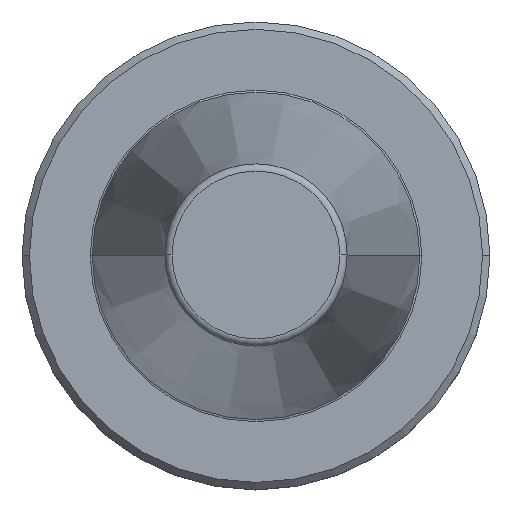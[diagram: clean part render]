
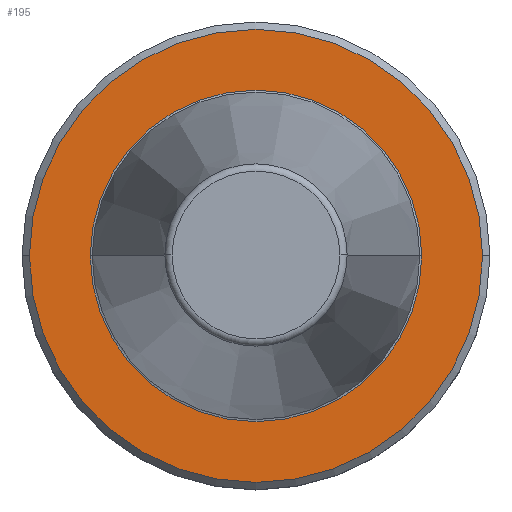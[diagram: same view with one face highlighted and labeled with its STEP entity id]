
A CAD part, top view. The second image highlights one B-rep face of the part: STEP entity #195.
In plain terms, the highlighted planar face has unit normal (0, 0, 1).
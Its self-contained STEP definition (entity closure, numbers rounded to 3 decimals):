
#90 = EDGE_CURVE ( 'NONE', #273, #1773, #1726, .T. ) ;
#110 = AXIS2_PLACEMENT_3D ( 'NONE', #345, #343, #339 ) ;
#195 = ADVANCED_FACE ( 'NONE', ( #1889, #1608 ), #1467, .F. ) ;
#232 = AXIS2_PLACEMENT_3D ( 'NONE', #1447, #1438, #1437 ) ;
#273 = VERTEX_POINT ( 'NONE', #1405 ) ;
#320 = VERTEX_POINT ( 'NONE', #1336 ) ;
#339 = DIRECTION ( 'NONE',  ( 1., 0., 0. ) ) ;
#343 = DIRECTION ( 'NONE',  ( 0., 0., 1. ) ) ;
#345 = CARTESIAN_POINT ( 'NONE',  ( 0., 0., -3.2 ) ) ;
#372 = CIRCLE ( 'NONE', #1522, 30.75 ) ;
#384 = ORIENTED_EDGE ( 'NONE', *, *, #90, .F. ) ;
#500 = DIRECTION ( 'NONE',  ( 0., 0., 1. ) ) ;
#759 = CARTESIAN_POINT ( 'NONE',  ( -30.75, 0., -3.2 ) ) ;
#788 = CIRCLE ( 'NONE', #1914, 30.75 ) ;
#817 = CARTESIAN_POINT ( 'NONE',  ( 0., 0., -3.2 ) ) ;
#844 = ORIENTED_EDGE ( 'NONE', *, *, #1642, .T. ) ;
#956 = AXIS2_PLACEMENT_3D ( 'NONE', #1607, #1605, #1548 ) ;
#1013 = CIRCLE ( 'NONE', #110, 22.5 ) ;
#1127 = DIRECTION ( 'NONE',  ( 1., 0., 0. ) ) ;
#1211 = EDGE_CURVE ( 'NONE', #1773, #273, #1013, .T. ) ;
#1336 = CARTESIAN_POINT ( 'NONE',  ( 30.75, 0., -3.2 ) ) ;
#1380 = DIRECTION ( 'NONE',  ( 0., 0., 1. ) ) ;
#1405 = CARTESIAN_POINT ( 'NONE',  ( 22.5, 0., -3.2 ) ) ;
#1437 = DIRECTION ( 'NONE',  ( -1., 0., 0. ) ) ;
#1438 = DIRECTION ( 'NONE',  ( 0., 0., -1. ) ) ;
#1447 = CARTESIAN_POINT ( 'NONE',  ( 0., 0., -3.2 ) ) ;
#1460 = EDGE_LOOP ( 'NONE', ( #844, #1991 ) ) ;
#1467 = PLANE ( 'NONE',  #232 ) ;
#1520 = EDGE_LOOP ( 'NONE', ( #384, #1789 ) ) ;
#1522 = AXIS2_PLACEMENT_3D ( 'NONE', #817, #500, #1127 ) ;
#1548 = DIRECTION ( 'NONE',  ( 1., 0., 0. ) ) ;
#1576 = DIRECTION ( 'NONE',  ( 1., 0., 0. ) ) ;
#1589 = CARTESIAN_POINT ( 'NONE',  ( -22.5, 0., -3.2 ) ) ;
#1605 = DIRECTION ( 'NONE',  ( 0., 0., 1. ) ) ;
#1607 = CARTESIAN_POINT ( 'NONE',  ( 0., 0., -3.2 ) ) ;
#1608 = FACE_OUTER_BOUND ( 'NONE', #1460, .T. ) ;
#1642 = EDGE_CURVE ( 'NONE', #1759, #320, #372, .T. ) ;
#1658 = CARTESIAN_POINT ( 'NONE',  ( 0., 0., -3.2 ) ) ;
#1726 = CIRCLE ( 'NONE', #956, 22.5 ) ;
#1759 = VERTEX_POINT ( 'NONE', #759 ) ;
#1773 = VERTEX_POINT ( 'NONE', #1589 ) ;
#1789 = ORIENTED_EDGE ( 'NONE', *, *, #1211, .F. ) ;
#1889 = FACE_BOUND ( 'NONE', #1520, .T. ) ;
#1914 = AXIS2_PLACEMENT_3D ( 'NONE', #1658, #1380, #1576 ) ;
#1991 = ORIENTED_EDGE ( 'NONE', *, *, #2008, .T. ) ;
#2008 = EDGE_CURVE ( 'NONE', #320, #1759, #788, .T. ) ;
